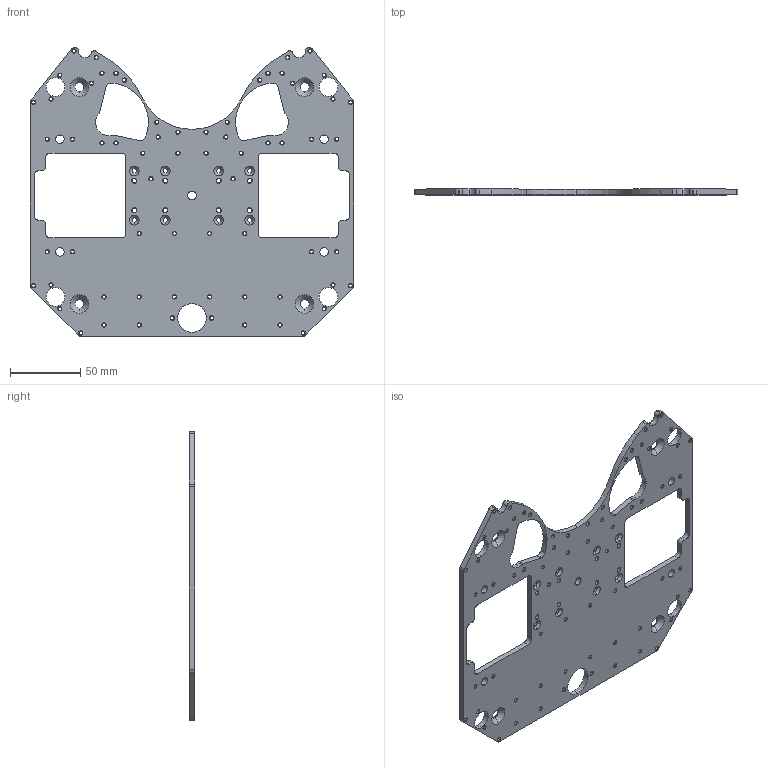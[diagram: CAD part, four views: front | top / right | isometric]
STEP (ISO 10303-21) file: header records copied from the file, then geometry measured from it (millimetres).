
FILE_DESCRIPTION (( 'STEP AP214' ), '1' );
FILE_NAME ('G-USS19-001.STEP', '2018-11-26T07:09:56', ( 'Baume' ), ( '' ), 'SwSTEP 2.0', 'SolidWorks 2016', '' );
FILE_SCHEMA (( 'AUTOMOTIVE_DESIGN' ));
Length unit declared in the file: millimetre
Products named in the file (1): G-USS19-001
Bounding box: 230 x 4 x 205 mm (x, y, z)
Volume: 114104.6 mm3; surface area: 67921.2 mm2
Topology: 1 solids, 1 shells, 449 faces, 1169 edges, 722 vertices
Faces by surface type: cylinder 244, cone 172, plane 33
Entity records: 15773 total; most frequent: DIRECTION 2729, CARTESIAN_POINT 2341, ORIENTED_EDGE 2338, EDGE_CURVE 1169, AXIS2_PLACEMENT_3D 1110, VERTEX_POINT 722, CIRCLE 660, EDGE_LOOP 649
